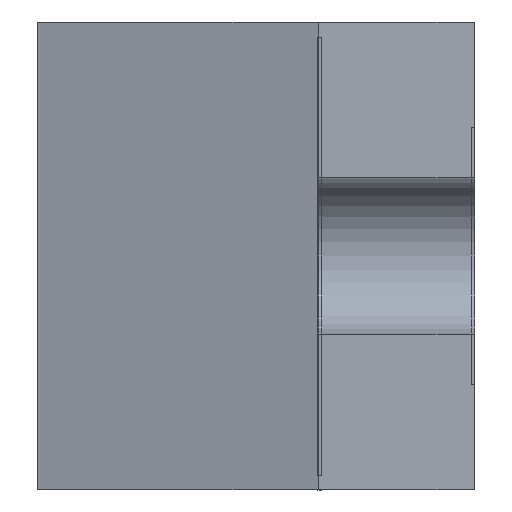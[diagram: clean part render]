
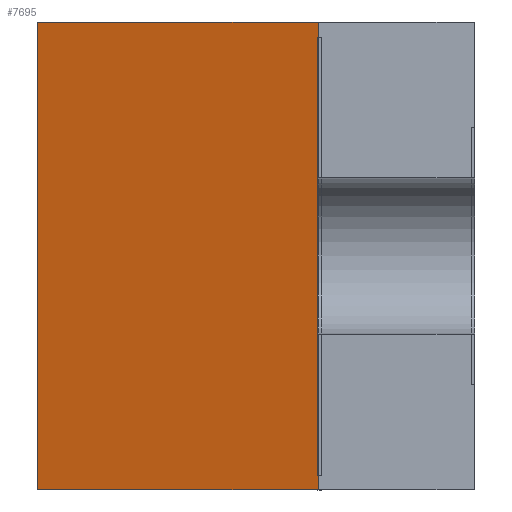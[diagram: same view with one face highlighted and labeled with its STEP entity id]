
A CAD part, left-side view. The second image highlights one B-rep face of the part: STEP entity #7695.
In plain terms, the highlighted planar face has unit normal (-0.964, 0.268, 0).
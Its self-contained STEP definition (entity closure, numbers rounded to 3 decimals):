
#7624 = VERTEX_POINT ( 'NONE', #21823 ) ;
#7631 = EDGE_CURVE ( 'NONE', #7624, #7682, #21858, .T. ) ;
#7660 = EDGE_CURVE ( 'NONE', #7666, #7668, #21944, .T. ) ;
#7662 = EDGE_CURVE ( 'NONE', #7682, #7668, #21924, .T. ) ;
#7664 = ORIENTED_EDGE ( 'NONE', *, *, #7660, .F. ) ;
#7665 = EDGE_CURVE ( 'NONE', #7624, #7666, #21975, .T. ) ;
#7666 = VERTEX_POINT ( 'NONE', #21971 ) ;
#7668 = VERTEX_POINT ( 'NONE', #21970 ) ;
#7669 = ORIENTED_EDGE ( 'NONE', *, *, #7631, .T. ) ;
#7670 = ORIENTED_EDGE ( 'NONE', *, *, #7665, .F. ) ;
#7682 = VERTEX_POINT ( 'NONE', #21955 ) ;
#7695 = ADVANCED_FACE ( 'NONE', ( #21991 ), #22036, .F. ) ;
#7697 = ORIENTED_EDGE ( 'NONE', *, *, #7662, .T. ) ;
#7698 = EDGE_LOOP ( 'NONE', ( #7697, #7664, #7670, #7669 ) ) ;
#21823 = CARTESIAN_POINT ( 'NONE',  ( -0.75, 1.15, 0.75 ) ) ;
#21849 = DIRECTION ( 'NONE',  ( 0., 0., -1. ) ) ;
#21850 = VECTOR ( 'NONE', #21849, 1000. ) ;
#21851 = CARTESIAN_POINT ( 'NONE',  ( -0.75, 1.15, 0.75 ) ) ;
#21858 = LINE ( 'NONE', #21851, #21850 ) ;
#21917 = DIRECTION ( 'NONE',  ( -0.268, -0.964, 0. ) ) ;
#21918 = VECTOR ( 'NONE', #21917, 1000. ) ;
#21919 = CARTESIAN_POINT ( 'NONE',  ( -1.674, -2.176, -0.75 ) ) ;
#21924 = LINE ( 'NONE', #21919, #21918 ) ;
#21941 = DIRECTION ( 'NONE',  ( 0., 0., -1. ) ) ;
#21942 = VECTOR ( 'NONE', #21941, 1000. ) ;
#21943 = CARTESIAN_POINT ( 'NONE',  ( -1., 0.25, 0.75 ) ) ;
#21944 = LINE ( 'NONE', #21943, #21942 ) ;
#21955 = CARTESIAN_POINT ( 'NONE',  ( -0.75, 1.15, -0.75 ) ) ;
#21970 = CARTESIAN_POINT ( 'NONE',  ( -1., 0.25, -0.75 ) ) ;
#21971 = CARTESIAN_POINT ( 'NONE',  ( -1., 0.25, 0.75 ) ) ;
#21972 = DIRECTION ( 'NONE',  ( -0.268, -0.964, 0. ) ) ;
#21973 = VECTOR ( 'NONE', #21972, 1000. ) ;
#21974 = CARTESIAN_POINT ( 'NONE',  ( -1.674, -2.176, 0.75 ) ) ;
#21975 = LINE ( 'NONE', #21974, #21973 ) ;
#21991 = FACE_OUTER_BOUND ( 'NONE', #7698, .T. ) ;
#22030 = DIRECTION ( 'NONE',  ( 0.268, 0.964, 0. ) ) ;
#22031 = DIRECTION ( 'NONE',  ( 0.964, -0.268, 0. ) ) ;
#22032 = CARTESIAN_POINT ( 'NONE',  ( -1.674, -2.176, 0.75 ) ) ;
#22033 = AXIS2_PLACEMENT_3D ( 'NONE', #22032, #22031, #22030 ) ;
#22036 = PLANE ( 'NONE',  #22033 ) ;
